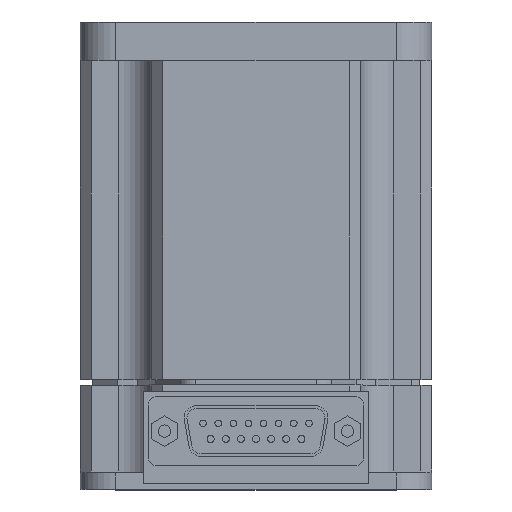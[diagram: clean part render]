
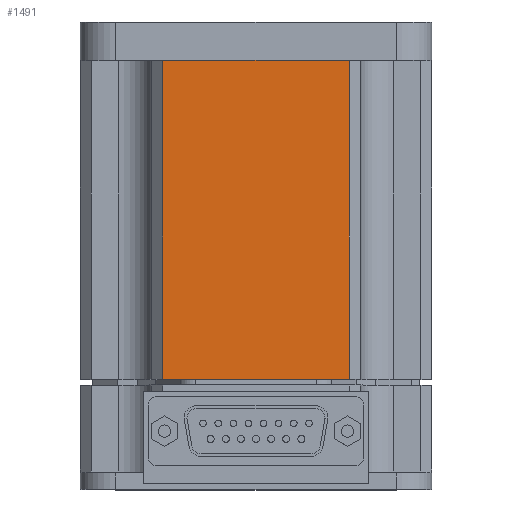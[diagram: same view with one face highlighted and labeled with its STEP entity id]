
A CAD part, top view. The second image highlights one B-rep face of the part: STEP entity #1491.
In plain terms, the highlighted planar face has unit normal (0, 0, 1).
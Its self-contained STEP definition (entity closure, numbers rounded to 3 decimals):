
#209 = EDGE_CURVE ( 'NONE', #1517, #4585, #5469, .T. ) ;
#284 = CARTESIAN_POINT ( 'NONE',  ( -17., 20., 32. ) ) ;
#533 = EDGE_CURVE ( 'NONE', #1517, #8486, #11183, .T. ) ;
#1262 = LINE ( 'NONE', #3527, #7306 ) ;
#1455 = DIRECTION ( 'NONE',  ( 0., -1., 0. ) ) ;
#1491 = ADVANCED_FACE ( 'NONE', ( #12535 ), #7403, .F. ) ;
#1517 = VERTEX_POINT ( 'NONE', #12874 ) ;
#2179 = ORIENTED_EDGE ( 'NONE', *, *, #7097, .F. ) ;
#2394 = AXIS2_PLACEMENT_3D ( 'NONE', #3495, #8470, #10606 ) ;
#3222 = DIRECTION ( 'NONE',  ( 1., 0., 0. ) ) ;
#3495 = CARTESIAN_POINT ( 'NONE',  ( -17., 500000., 32. ) ) ;
#3527 = CARTESIAN_POINT ( 'NONE',  ( 17., 500000., 32. ) ) ;
#3587 = ORIENTED_EDGE ( 'NONE', *, *, #209, .F. ) ;
#4585 = VERTEX_POINT ( 'NONE', #6473 ) ;
#4625 = DIRECTION ( 'NONE',  ( 1., 0., 0. ) ) ;
#5469 = LINE ( 'NONE', #6392, #9243 ) ;
#5858 = EDGE_CURVE ( 'NONE', #8486, #12280, #8680, .T. ) ;
#6392 = CARTESIAN_POINT ( 'NONE',  ( 25.5, 78., 32. ) ) ;
#6473 = CARTESIAN_POINT ( 'NONE',  ( 17., 78., 32. ) ) ;
#6561 = CARTESIAN_POINT ( 'NONE',  ( 17., 20., 32. ) ) ;
#7097 = EDGE_CURVE ( 'NONE', #4585, #12280, #1262, .T. ) ;
#7306 = VECTOR ( 'NONE', #1455, 1000. ) ;
#7403 = PLANE ( 'NONE',  #2394 ) ;
#8124 = VECTOR ( 'NONE', #4625, 1000. ) ;
#8153 = ORIENTED_EDGE ( 'NONE', *, *, #533, .T. ) ;
#8470 = DIRECTION ( 'NONE',  ( 0., 0., -1. ) ) ;
#8486 = VERTEX_POINT ( 'NONE', #284 ) ;
#8680 = LINE ( 'NONE', #12678, #8124 ) ;
#9243 = VECTOR ( 'NONE', #3222, 1000. ) ;
#10606 = DIRECTION ( 'NONE',  ( -1., 0., 0. ) ) ;
#10867 = ORIENTED_EDGE ( 'NONE', *, *, #5858, .T. ) ;
#11059 = CARTESIAN_POINT ( 'NONE',  ( -17., 500000., 32. ) ) ;
#11183 = LINE ( 'NONE', #11059, #11825 ) ;
#11623 = EDGE_LOOP ( 'NONE', ( #3587, #8153, #10867, #2179 ) ) ;
#11825 = VECTOR ( 'NONE', #13061, 1000. ) ;
#12280 = VERTEX_POINT ( 'NONE', #6561 ) ;
#12535 = FACE_OUTER_BOUND ( 'NONE', #11623, .T. ) ;
#12678 = CARTESIAN_POINT ( 'NONE',  ( -17., 20., 32. ) ) ;
#12874 = CARTESIAN_POINT ( 'NONE',  ( -17., 78., 32. ) ) ;
#13061 = DIRECTION ( 'NONE',  ( 0., -1., 0. ) ) ;
